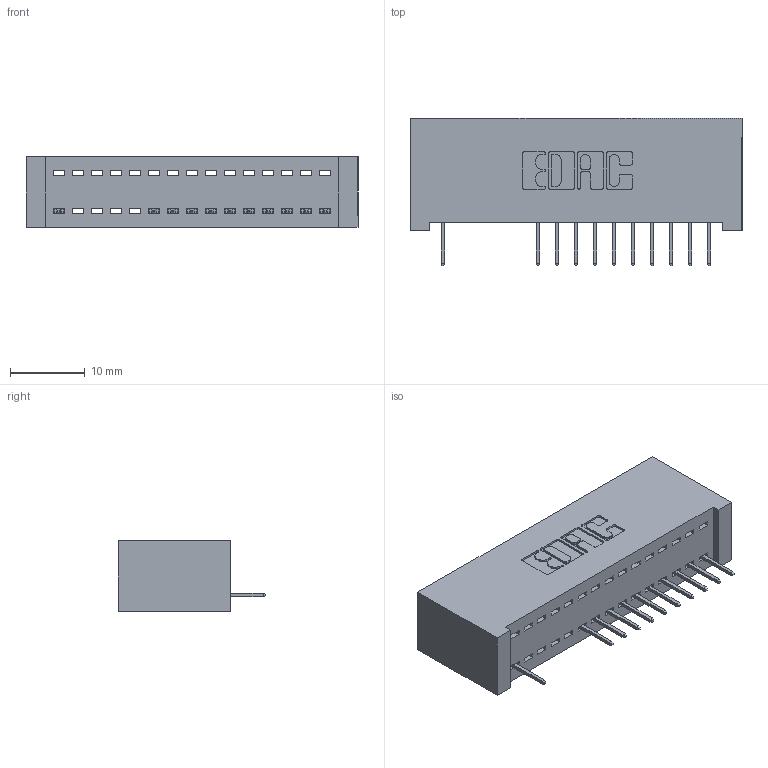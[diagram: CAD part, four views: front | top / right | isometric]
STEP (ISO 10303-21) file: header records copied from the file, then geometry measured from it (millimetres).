
FILE_DESCRIPTION (( 'STEP AP203' ), '1' );
FILE_NAME ('392-015-524-101.STEP', '2018-08-15T00:52:51', ( '' ), ( '' ), 'SwSTEP 2.0', 'SolidWorks 2016', '' );
FILE_SCHEMA (( 'CONFIG_CONTROL_DESIGN' ));
Length unit declared in the file: inch
Products named in the file (3): 345-292-001_345-293-124; 392-015-524-101; 342 Part_Lugless
Assembly tree (12 placements, depth 2):
  392-015-524-101
    342 Part_Lugless
    345-292-001_345-293-124  x11
Bounding box: 44.35 x 19.69 x 9.4 mm (x, y, z)
Volume: 4108.8 mm3; surface area: 5480.7 mm2
Topology: 12 solids, 12 shells, 832 faces, 2423 edges, 1570 vertices
Faces by surface type: plane 638, cylinder 194
Entity records: 12199 total; most frequent: CARTESIAN_POINT 2131, ORIENTED_EDGE 2086, DIRECTION 1841, EDGE_CURVE 1043, VECTOR 927, LINE 927, VERTEX_POINT 690, AXIS2_PLACEMENT_3D 457
